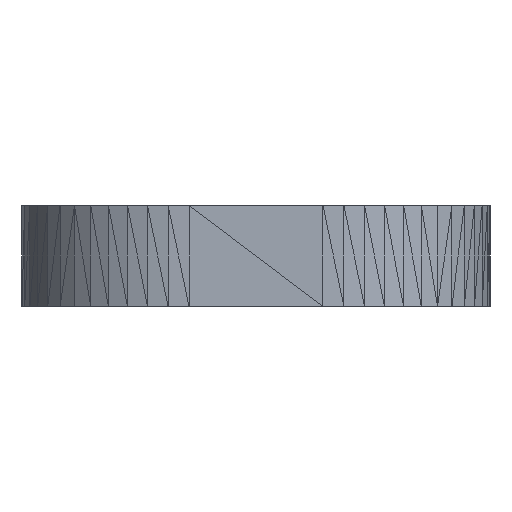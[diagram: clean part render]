
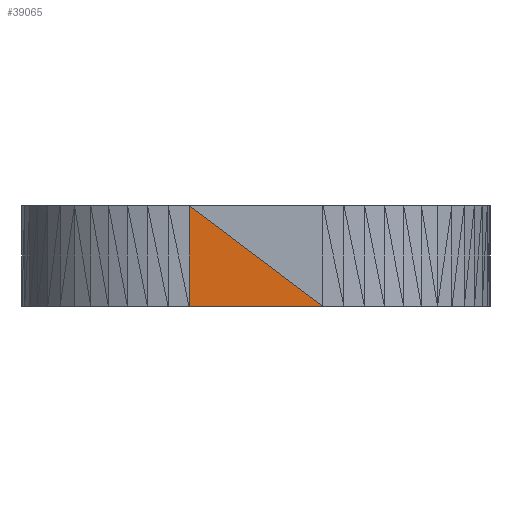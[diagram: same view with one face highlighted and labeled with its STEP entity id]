
A CAD part, left-side view. The second image highlights one B-rep face of the part: STEP entity #39065.
In plain terms, the highlighted planar face has unit normal (-1, 0, 0).
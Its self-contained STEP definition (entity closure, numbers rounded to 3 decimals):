
#39018 = VERTEX_POINT('',#39019);
#39019 = CARTESIAN_POINT('',(-37.,2.,3.));
#39054 = PLANE('',#39055);
#39055 = AXIS2_PLACEMENT_3D('',#39056,#39057,#39058);
#39056 = CARTESIAN_POINT('',(-37.,-0.5,2.));
#39057 = DIRECTION('',(-1.,-0.,-0.));
#39058 = DIRECTION('',(0.,0.,-1.));
#39065 = ADVANCED_FACE('',(#39066),#39078,.T.);
#39066 = FACE_BOUND('',#39067,.T.);
#39067 = EDGE_LOOP('',(#39068,#39096,#39124));
#39068 = ORIENTED_EDGE('',*,*,#39069,.T.);
#39069 = EDGE_CURVE('',#39070,#39018,#39072,.T.);
#39070 = VERTEX_POINT('',#39071);
#39071 = CARTESIAN_POINT('',(-37.,-2.,0.));
#39072 = SURFACE_CURVE('',#39073,(#39077,#39089),.PCURVE_S1.);
#39073 = LINE('',#39074,#39075);
#39074 = CARTESIAN_POINT('',(-37.,-2.,0.));
#39075 = VECTOR('',#39076,1.);
#39076 = DIRECTION('',(0.,0.8,0.6));
#39077 = PCURVE('',#39078,#39083);
#39078 = PLANE('',#39079);
#39079 = AXIS2_PLACEMENT_3D('',#39080,#39081,#39082);
#39080 = CARTESIAN_POINT('',(-37.,0.5,1.));
#39081 = DIRECTION('',(-1.,-0.,-0.));
#39082 = DIRECTION('',(0.,0.,-1.));
#39083 = DEFINITIONAL_REPRESENTATION('',(#39084),#39088);
#39084 = LINE('',#39085,#39086);
#39085 = CARTESIAN_POINT('',(1.,2.5));
#39086 = VECTOR('',#39087,1.);
#39087 = DIRECTION('',(-0.6,-0.8));
#39088 = ( GEOMETRIC_REPRESENTATION_CONTEXT(2) 
PARAMETRIC_REPRESENTATION_CONTEXT() REPRESENTATION_CONTEXT('2D SPACE',''
  ) );
#39089 = PCURVE('',#39054,#39090);
#39090 = DEFINITIONAL_REPRESENTATION('',(#39091),#39095);
#39091 = LINE('',#39092,#39093);
#39092 = CARTESIAN_POINT('',(2.,1.5));
#39093 = VECTOR('',#39094,1.);
#39094 = DIRECTION('',(-0.6,-0.8));
#39095 = ( GEOMETRIC_REPRESENTATION_CONTEXT(2) 
PARAMETRIC_REPRESENTATION_CONTEXT() REPRESENTATION_CONTEXT('2D SPACE',''
  ) );
#39096 = ORIENTED_EDGE('',*,*,#39097,.T.);
#39097 = EDGE_CURVE('',#39018,#39098,#39100,.T.);
#39098 = VERTEX_POINT('',#39099);
#39099 = CARTESIAN_POINT('',(-37.,2.,0.));
#39100 = SURFACE_CURVE('',#39101,(#39105,#39112),.PCURVE_S1.);
#39101 = LINE('',#39102,#39103);
#39102 = CARTESIAN_POINT('',(-37.,2.,3.));
#39103 = VECTOR('',#39104,1.);
#39104 = DIRECTION('',(0.,0.,-1.));
#39105 = PCURVE('',#39078,#39106);
#39106 = DEFINITIONAL_REPRESENTATION('',(#39107),#39111);
#39107 = LINE('',#39108,#39109);
#39108 = CARTESIAN_POINT('',(-2.,-1.5));
#39109 = VECTOR('',#39110,1.);
#39110 = DIRECTION('',(1.,0.));
#39111 = ( GEOMETRIC_REPRESENTATION_CONTEXT(2) 
PARAMETRIC_REPRESENTATION_CONTEXT() REPRESENTATION_CONTEXT('2D SPACE',''
  ) );
#39112 = PCURVE('',#39113,#39118);
#39113 = PLANE('',#39114);
#39114 = AXIS2_PLACEMENT_3D('',#39115,#39116,#39117);
#39115 = CARTESIAN_POINT('',(-36.989,2.173,
    1.641));
#39116 = DIRECTION('',(-0.998,0.063,
    0.));
#39117 = DIRECTION('',(-0.063,-0.998,0.));
#39118 = DEFINITIONAL_REPRESENTATION('',(#39119),#39123);
#39119 = LINE('',#39120,#39121);
#39120 = CARTESIAN_POINT('',(0.173,1.359));
#39121 = VECTOR('',#39122,1.);
#39122 = DIRECTION('',(0.,-1.));
#39123 = ( GEOMETRIC_REPRESENTATION_CONTEXT(2) 
PARAMETRIC_REPRESENTATION_CONTEXT() REPRESENTATION_CONTEXT('2D SPACE',''
  ) );
#39124 = ORIENTED_EDGE('',*,*,#39125,.T.);
#39125 = EDGE_CURVE('',#39098,#39070,#39126,.T.);
#39126 = SURFACE_CURVE('',#39127,(#39131,#39138),.PCURVE_S1.);
#39127 = LINE('',#39128,#39129);
#39128 = CARTESIAN_POINT('',(-37.,2.,0.));
#39129 = VECTOR('',#39130,1.);
#39130 = DIRECTION('',(0.,-1.,0.));
#39131 = PCURVE('',#39078,#39132);
#39132 = DEFINITIONAL_REPRESENTATION('',(#39133),#39137);
#39133 = LINE('',#39134,#39135);
#39134 = CARTESIAN_POINT('',(1.,-1.5));
#39135 = VECTOR('',#39136,1.);
#39136 = DIRECTION('',(0.,1.));
#39137 = ( GEOMETRIC_REPRESENTATION_CONTEXT(2) 
PARAMETRIC_REPRESENTATION_CONTEXT() REPRESENTATION_CONTEXT('2D SPACE',''
  ) );
#39138 = PCURVE('',#39139,#39144);
#39139 = PLANE('',#39140);
#39140 = AXIS2_PLACEMENT_3D('',#39141,#39142,#39143);
#39141 = CARTESIAN_POINT('',(-35.618,0.,0.));
#39142 = DIRECTION('',(-0.,-0.,-1.));
#39143 = DIRECTION('',(-1.,0.,0.));
#39144 = DEFINITIONAL_REPRESENTATION('',(#39145),#39149);
#39145 = LINE('',#39146,#39147);
#39146 = CARTESIAN_POINT('',(1.382,2.));
#39147 = VECTOR('',#39148,1.);
#39148 = DIRECTION('',(0.,-1.));
#39149 = ( GEOMETRIC_REPRESENTATION_CONTEXT(2) 
PARAMETRIC_REPRESENTATION_CONTEXT() REPRESENTATION_CONTEXT('2D SPACE',''
  ) );
